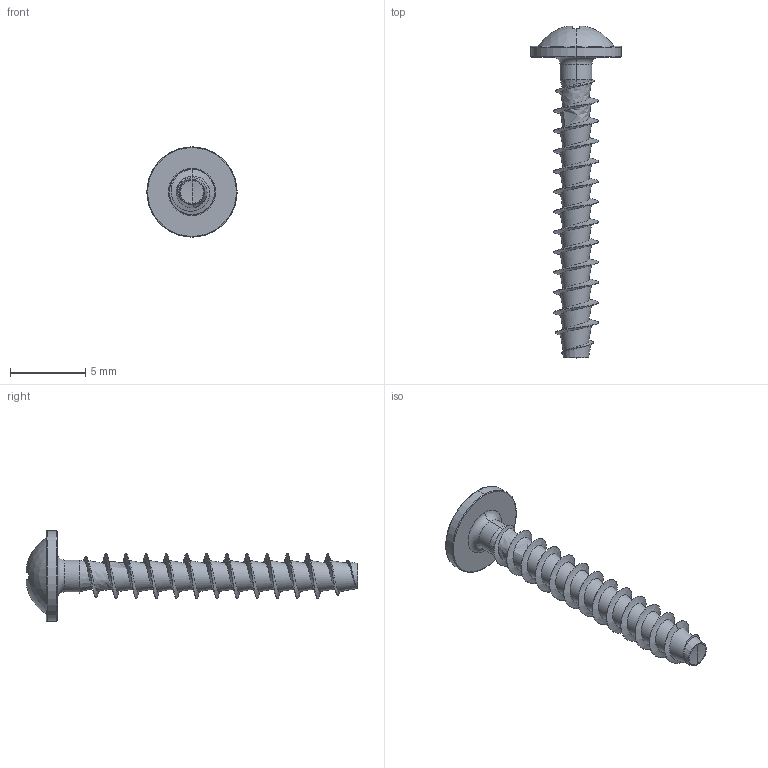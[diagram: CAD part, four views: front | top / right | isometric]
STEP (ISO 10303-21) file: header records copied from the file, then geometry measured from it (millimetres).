
FILE_DESCRIPTION (( 'STEP AP203' ), '1' );
FILE_NAME ('STP21A0300200.STEP', '2017-11-16T17:54:16', ( '' ), ( '' ), 'SwSTEP 2.0', 'SolidWorks 2015', '' );
FILE_SCHEMA (( 'CONFIG_CONTROL_DESIGN' ));
Length unit declared in the file: millimetre
Products named in the file (1): STP21A0300200
Bounding box: 6 x 22.06 x 6 mm (x, y, z)
Volume: 99.1 mm3; surface area: 291.5 mm2
Topology: 1 solids, 1 shells, 185 faces, 433 edges, 251 vertices
Faces by surface type: bspline 68, plane 31, torus 30, cylinder 26, sphere 20, cone 10
Entity records: 19028 total; most frequent: CARTESIAN_POINT 15226, ORIENTED_EDGE 862, DIRECTION 702, EDGE_CURVE 431, AXIS2_PLACEMENT_3D 319, VERTEX_POINT 251, CIRCLE 201, EDGE_LOOP 188
